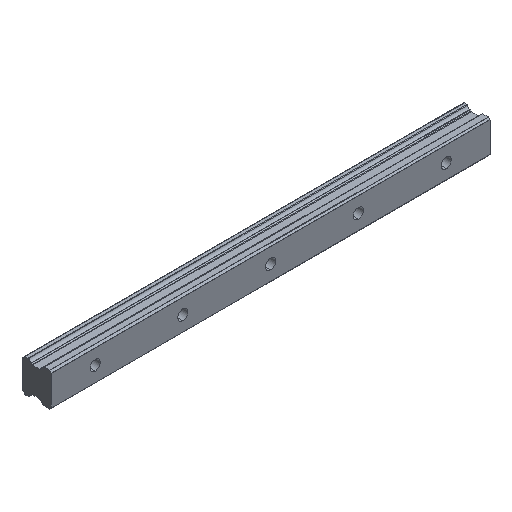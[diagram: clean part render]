
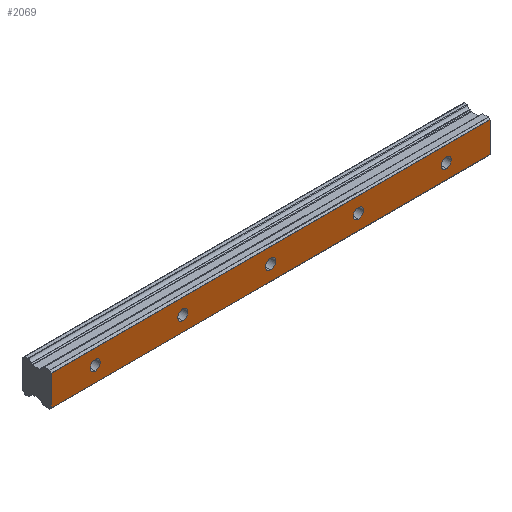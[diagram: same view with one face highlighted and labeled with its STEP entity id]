
A CAD part, isometric view. The second image highlights one B-rep face of the part: STEP entity #2069.
In plain terms, the highlighted planar face has unit normal (0, -1, 0).
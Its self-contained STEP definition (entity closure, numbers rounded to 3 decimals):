
#8 = EDGE_CURVE ( 'NONE', #1511, #1460, #793, .T. ) ;
#11 = DIRECTION ( 'NONE',  ( 0., 0., 1. ) ) ;
#19 = FACE_BOUND ( 'NONE', #932, .T. ) ;
#51 = ORIENTED_EDGE ( 'NONE', *, *, #1092, .F. ) ;
#52 = ORIENTED_EDGE ( 'NONE', *, *, #1947, .F. ) ;
#62 = EDGE_CURVE ( 'NONE', #608, #1828, #1084, .T. ) ;
#66 = FACE_BOUND ( 'NONE', #1791, .T. ) ;
#76 = DIRECTION ( 'NONE',  ( 0., 0., 1. ) ) ;
#88 = EDGE_CURVE ( 'NONE', #460, #940, #2104, .T. ) ;
#113 = DIRECTION ( 'NONE',  ( 0., 0., 1. ) ) ;
#136 = EDGE_CURVE ( 'NONE', #940, #1364, #1617, .T. ) ;
#171 = CARTESIAN_POINT ( 'NONE',  ( 60., 0., -3.5 ) ) ;
#205 = CARTESIAN_POINT ( 'NONE',  ( 60., 0., 0. ) ) ;
#206 = CARTESIAN_POINT ( 'NONE',  ( 240., 0., 0. ) ) ;
#224 = DIRECTION ( 'NONE',  ( 0., 0., 1. ) ) ;
#292 = CARTESIAN_POINT ( 'NONE',  ( 180., 0., 0. ) ) ;
#316 = CARTESIAN_POINT ( 'NONE',  ( 240., 0., -3.5 ) ) ;
#337 = CARTESIAN_POINT ( 'NONE',  ( 120., 0., 0. ) ) ;
#402 = VECTOR ( 'NONE', #2170, 1000. ) ;
#429 = CIRCLE ( 'NONE', #1692, 3.5 ) ;
#440 = EDGE_CURVE ( 'NONE', #1028, #1214, #622, .T. ) ;
#443 = CARTESIAN_POINT ( 'NONE',  ( 0., 0., -3.5 ) ) ;
#449 = ORIENTED_EDGE ( 'NONE', *, *, #1365, .F. ) ;
#460 = VERTEX_POINT ( 'NONE', #2064 ) ;
#499 = ORIENTED_EDGE ( 'NONE', *, *, #1368, .F. ) ;
#521 = EDGE_LOOP ( 'NONE', ( #1235, #51 ) ) ;
#522 = VERTEX_POINT ( 'NONE', #1817 ) ;
#530 = DIRECTION ( 'NONE',  ( 0., 0., 1. ) ) ;
#538 = CIRCLE ( 'NONE', #862, 3.5 ) ;
#547 = FACE_BOUND ( 'NONE', #1623, .T. ) ;
#568 = CARTESIAN_POINT ( 'NONE',  ( 180., 0., -3.5 ) ) ;
#591 = DIRECTION ( 'NONE',  ( 0., -1., 0. ) ) ;
#603 = CARTESIAN_POINT ( 'NONE',  ( 180., 0., 3.5 ) ) ;
#608 = VERTEX_POINT ( 'NONE', #316 ) ;
#617 = CIRCLE ( 'NONE', #1298, 3.5 ) ;
#622 = CIRCLE ( 'NONE', #2175, 3.5 ) ;
#658 = DIRECTION ( 'NONE',  ( 0., 0., -1. ) ) ;
#666 = CARTESIAN_POINT ( 'NONE',  ( 120., 0., 3.5 ) ) ;
#673 = EDGE_LOOP ( 'NONE', ( #1756, #1044, #1721, #746 ) ) ;
#713 = DIRECTION ( 'NONE',  ( 1., 0., 0. ) ) ;
#723 = VERTEX_POINT ( 'NONE', #1354 ) ;
#746 = ORIENTED_EDGE ( 'NONE', *, *, #136, .F. ) ;
#774 = PLANE ( 'NONE',  #1442 ) ;
#784 = AXIS2_PLACEMENT_3D ( 'NONE', #337, #1560, #11 ) ;
#793 = CIRCLE ( 'NONE', #1190, 3.5 ) ;
#804 = CARTESIAN_POINT ( 'NONE',  ( 120., 0., 0. ) ) ;
#829 = AXIS2_PLACEMENT_3D ( 'NONE', #1318, #1350, #2003 ) ;
#862 = AXIS2_PLACEMENT_3D ( 'NONE', #292, #591, #1830 ) ;
#865 = DIRECTION ( 'NONE',  ( 0., -1., 0. ) ) ;
#882 = DIRECTION ( 'NONE',  ( 0., -1., 0. ) ) ;
#903 = ORIENTED_EDGE ( 'NONE', *, *, #2229, .F. ) ;
#917 = EDGE_CURVE ( 'NONE', #1828, #608, #617, .T. ) ;
#927 = DIRECTION ( 'NONE',  ( -1., 0., 0. ) ) ;
#932 = EDGE_LOOP ( 'NONE', ( #52, #499 ) ) ;
#940 = VERTEX_POINT ( 'NONE', #991 ) ;
#944 = CARTESIAN_POINT ( 'NONE',  ( 120., 0., -3.5 ) ) ;
#956 = DIRECTION ( 'NONE',  ( 0., 0., 1. ) ) ;
#991 = CARTESIAN_POINT ( 'NONE',  ( -30., 0., -10.286 ) ) ;
#1028 = VERTEX_POINT ( 'NONE', #1993 ) ;
#1035 = EDGE_LOOP ( 'NONE', ( #903, #449 ) ) ;
#1044 = ORIENTED_EDGE ( 'NONE', *, *, #1486, .F. ) ;
#1072 = FACE_BOUND ( 'NONE', #521, .T. ) ;
#1074 = LINE ( 'NONE', #1785, #1075 ) ;
#1075 = VECTOR ( 'NONE', #713, 1000. ) ;
#1084 = CIRCLE ( 'NONE', #1659, 3.5 ) ;
#1092 = EDGE_CURVE ( 'NONE', #1460, #1511, #2089, .T. ) ;
#1190 = AXIS2_PLACEMENT_3D ( 'NONE', #804, #1887, #1821 ) ;
#1214 = VERTEX_POINT ( 'NONE', #171 ) ;
#1224 = CIRCLE ( 'NONE', #1477, 3.5 ) ;
#1228 = FACE_BOUND ( 'NONE', #1035, .T. ) ;
#1235 = ORIENTED_EDGE ( 'NONE', *, *, #8, .F. ) ;
#1255 = ORIENTED_EDGE ( 'NONE', *, *, #62, .F. ) ;
#1277 = EDGE_CURVE ( 'NONE', #1364, #723, #1074, .T. ) ;
#1298 = AXIS2_PLACEMENT_3D ( 'NONE', #206, #1404, #1787 ) ;
#1302 = CARTESIAN_POINT ( 'NONE',  ( 180., 0., 0. ) ) ;
#1314 = DIRECTION ( 'NONE',  ( 0., -1., 0. ) ) ;
#1318 = CARTESIAN_POINT ( 'NONE',  ( 0., 0., 0. ) ) ;
#1327 = CARTESIAN_POINT ( 'NONE',  ( -30., 0., 10.286 ) ) ;
#1332 = VERTEX_POINT ( 'NONE', #568 ) ;
#1339 = LINE ( 'NONE', #2226, #1909 ) ;
#1350 = DIRECTION ( 'NONE',  ( 0., -1., 0. ) ) ;
#1354 = CARTESIAN_POINT ( 'NONE',  ( 270., 0., 10.286 ) ) ;
#1364 = VERTEX_POINT ( 'NONE', #1327 ) ;
#1365 = EDGE_CURVE ( 'NONE', #1332, #1411, #538, .T. ) ;
#1368 = EDGE_CURVE ( 'NONE', #2238, #522, #429, .T. ) ;
#1404 = DIRECTION ( 'NONE',  ( 0., -1., 0. ) ) ;
#1411 = VERTEX_POINT ( 'NONE', #603 ) ;
#1442 = AXIS2_PLACEMENT_3D ( 'NONE', #1464, #1624, #76 ) ;
#1460 = VERTEX_POINT ( 'NONE', #944 ) ;
#1464 = CARTESIAN_POINT ( 'NONE',  ( 270., 0., 10.286 ) ) ;
#1477 = AXIS2_PLACEMENT_3D ( 'NONE', #1302, #1314, #113 ) ;
#1486 = EDGE_CURVE ( 'NONE', #723, #460, #1339, .T. ) ;
#1511 = VERTEX_POINT ( 'NONE', #666 ) ;
#1516 = VECTOR ( 'NONE', #927, 1000. ) ;
#1560 = DIRECTION ( 'NONE',  ( 0., -1., 0. ) ) ;
#1567 = FACE_OUTER_BOUND ( 'NONE', #673, .T. ) ;
#1617 = LINE ( 'NONE', #1780, #402 ) ;
#1623 = EDGE_LOOP ( 'NONE', ( #1818, #1255 ) ) ;
#1624 = DIRECTION ( 'NONE',  ( 0., 1., 0. ) ) ;
#1659 = AXIS2_PLACEMENT_3D ( 'NONE', #2079, #882, #530 ) ;
#1692 = AXIS2_PLACEMENT_3D ( 'NONE', #2148, #2139, #956 ) ;
#1721 = ORIENTED_EDGE ( 'NONE', *, *, #1277, .F. ) ;
#1756 = ORIENTED_EDGE ( 'NONE', *, *, #88, .F. ) ;
#1775 = CARTESIAN_POINT ( 'NONE',  ( 60., 0., 0. ) ) ;
#1780 = CARTESIAN_POINT ( 'NONE',  ( -30., 0., 10.286 ) ) ;
#1785 = CARTESIAN_POINT ( 'NONE',  ( 270., 0., 10.286 ) ) ;
#1787 = DIRECTION ( 'NONE',  ( 0., 0., 1. ) ) ;
#1791 = EDGE_LOOP ( 'NONE', ( #2053, #2061 ) ) ;
#1802 = AXIS2_PLACEMENT_3D ( 'NONE', #1775, #2117, #224 ) ;
#1817 = CARTESIAN_POINT ( 'NONE',  ( 0., 0., 3.5 ) ) ;
#1818 = ORIENTED_EDGE ( 'NONE', *, *, #917, .F. ) ;
#1821 = DIRECTION ( 'NONE',  ( 0., 0., 1. ) ) ;
#1828 = VERTEX_POINT ( 'NONE', #2163 ) ;
#1830 = DIRECTION ( 'NONE',  ( 0., 0., 1. ) ) ;
#1887 = DIRECTION ( 'NONE',  ( 0., -1., 0. ) ) ;
#1909 = VECTOR ( 'NONE', #658, 1000. ) ;
#1927 = DIRECTION ( 'NONE',  ( 0., 0., 1. ) ) ;
#1947 = EDGE_CURVE ( 'NONE', #522, #2238, #2131, .T. ) ;
#1993 = CARTESIAN_POINT ( 'NONE',  ( 60., 0., 3.5 ) ) ;
#1994 = CARTESIAN_POINT ( 'NONE',  ( 270., 0., -10.286 ) ) ;
#2003 = DIRECTION ( 'NONE',  ( 0., 0., 1. ) ) ;
#2023 = CIRCLE ( 'NONE', #1802, 3.5 ) ;
#2053 = ORIENTED_EDGE ( 'NONE', *, *, #440, .F. ) ;
#2061 = ORIENTED_EDGE ( 'NONE', *, *, #2151, .F. ) ;
#2064 = CARTESIAN_POINT ( 'NONE',  ( 270., 0., -10.286 ) ) ;
#2069 = ADVANCED_FACE ( 'NONE', ( #1567, #19, #547, #1228, #1072, #66 ), #774, .F. ) ;
#2079 = CARTESIAN_POINT ( 'NONE',  ( 240., 0., 0. ) ) ;
#2089 = CIRCLE ( 'NONE', #784, 3.5 ) ;
#2104 = LINE ( 'NONE', #1994, #1516 ) ;
#2117 = DIRECTION ( 'NONE',  ( 0., -1., 0. ) ) ;
#2131 = CIRCLE ( 'NONE', #829, 3.5 ) ;
#2139 = DIRECTION ( 'NONE',  ( 0., -1., 0. ) ) ;
#2148 = CARTESIAN_POINT ( 'NONE',  ( 0., 0., 0. ) ) ;
#2151 = EDGE_CURVE ( 'NONE', #1214, #1028, #2023, .T. ) ;
#2163 = CARTESIAN_POINT ( 'NONE',  ( 240., 0., 3.5 ) ) ;
#2170 = DIRECTION ( 'NONE',  ( 0., 0., 1. ) ) ;
#2175 = AXIS2_PLACEMENT_3D ( 'NONE', #205, #865, #1927 ) ;
#2226 = CARTESIAN_POINT ( 'NONE',  ( 270., 0., 10.286 ) ) ;
#2229 = EDGE_CURVE ( 'NONE', #1411, #1332, #1224, .T. ) ;
#2238 = VERTEX_POINT ( 'NONE', #443 ) ;
